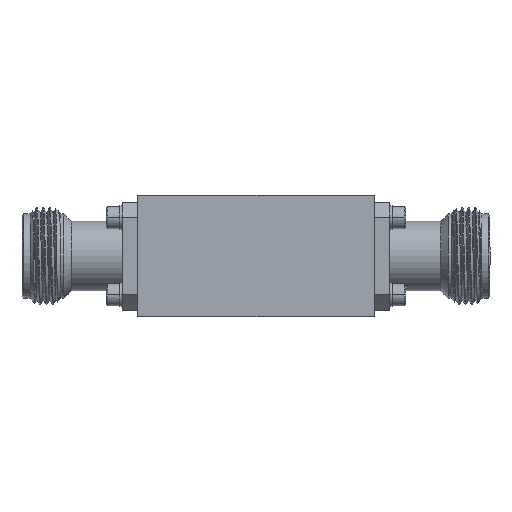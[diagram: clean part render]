
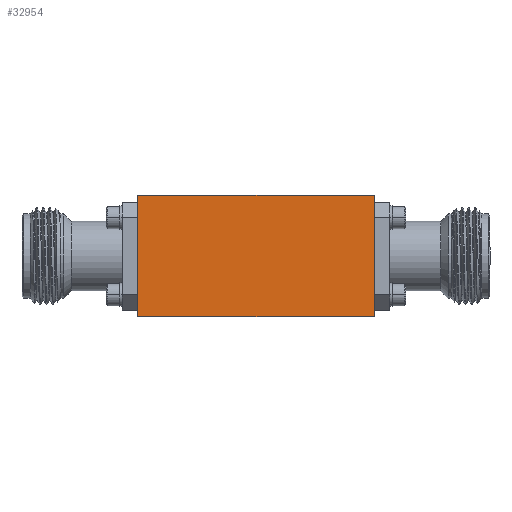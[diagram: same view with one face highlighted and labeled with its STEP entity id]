
A CAD part, front view. The second image highlights one B-rep face of the part: STEP entity #32954.
In plain terms, the highlighted planar face has unit normal (0, -1, 0).
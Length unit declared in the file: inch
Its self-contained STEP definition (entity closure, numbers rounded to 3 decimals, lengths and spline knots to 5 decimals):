
#175 = AXIS2_PLACEMENT_3D ( 'NONE', #4502, #13011, #30120 ) ;
#1262 = LINE ( 'NONE', #13258, #9215 ) ;
#1673 = PLANE ( 'NONE',  #175 ) ;
#1979 = EDGE_CURVE ( 'NONE', #2477, #24743, #32401, .T. ) ;
#2477 = VERTEX_POINT ( 'NONE', #8484 ) ;
#2517 = ORIENTED_EDGE ( 'NONE', *, *, #6058, .T. ) ;
#4502 = CARTESIAN_POINT ( 'NONE',  ( -0.76772, -0.3937, 0.3937 ) ) ;
#6058 = EDGE_CURVE ( 'NONE', #2477, #36436, #31963, .T. ) ;
#8024 = DIRECTION ( 'NONE',  ( 0., 0., -1. ) ) ;
#8183 = CARTESIAN_POINT ( 'NONE',  ( -0.76772, -0.3937, -0.3937 ) ) ;
#8484 = CARTESIAN_POINT ( 'NONE',  ( -0.76772, -0.3937, 0.3937 ) ) ;
#8811 = CARTESIAN_POINT ( 'NONE',  ( -0.76772, -0.3937, -0.3937 ) ) ;
#9037 = EDGE_LOOP ( 'NONE', ( #31839, #17438, #22584, #2517 ) ) ;
#9215 = VECTOR ( 'NONE', #16303, 39.37008 ) ;
#9251 = LINE ( 'NONE', #8811, #27263 ) ;
#9940 = VECTOR ( 'NONE', #14775, 39.37008 ) ;
#13011 = DIRECTION ( 'NONE',  ( 0., 1., 0. ) ) ;
#13258 = CARTESIAN_POINT ( 'NONE',  ( 0.76772, -0.3937, 0.3937 ) ) ;
#14775 = DIRECTION ( 'NONE',  ( 1., 0., 0. ) ) ;
#15111 = VERTEX_POINT ( 'NONE', #24251 ) ;
#16303 = DIRECTION ( 'NONE',  ( 0., 0., -1. ) ) ;
#16481 = CARTESIAN_POINT ( 'NONE',  ( -0.76772, -0.3937, 0.3937 ) ) ;
#17438 = ORIENTED_EDGE ( 'NONE', *, *, #18332, .F. ) ;
#17793 = EDGE_CURVE ( 'NONE', #36436, #15111, #9251, .T. ) ;
#18332 = EDGE_CURVE ( 'NONE', #24743, #15111, #1262, .T. ) ;
#20125 = FACE_OUTER_BOUND ( 'NONE', #9037, .T. ) ;
#22584 = ORIENTED_EDGE ( 'NONE', *, *, #1979, .F. ) ;
#24251 = CARTESIAN_POINT ( 'NONE',  ( 0.76772, -0.3937, -0.3937 ) ) ;
#24743 = VERTEX_POINT ( 'NONE', #34191 ) ;
#27263 = VECTOR ( 'NONE', #34062, 39.37008 ) ;
#30120 = DIRECTION ( 'NONE',  ( 0., 0., 1. ) ) ;
#31669 = CARTESIAN_POINT ( 'NONE',  ( -0.76772, -0.3937, 0.3937 ) ) ;
#31839 = ORIENTED_EDGE ( 'NONE', *, *, #17793, .T. ) ;
#31963 = LINE ( 'NONE', #16481, #35934 ) ;
#32401 = LINE ( 'NONE', #31669, #9940 ) ;
#32954 = ADVANCED_FACE ( 'NONE', ( #20125 ), #1673, .F. ) ;
#34062 = DIRECTION ( 'NONE',  ( 1., 0., 0. ) ) ;
#34191 = CARTESIAN_POINT ( 'NONE',  ( 0.76772, -0.3937, 0.3937 ) ) ;
#35934 = VECTOR ( 'NONE', #8024, 39.37008 ) ;
#36436 = VERTEX_POINT ( 'NONE', #8183 ) ;
